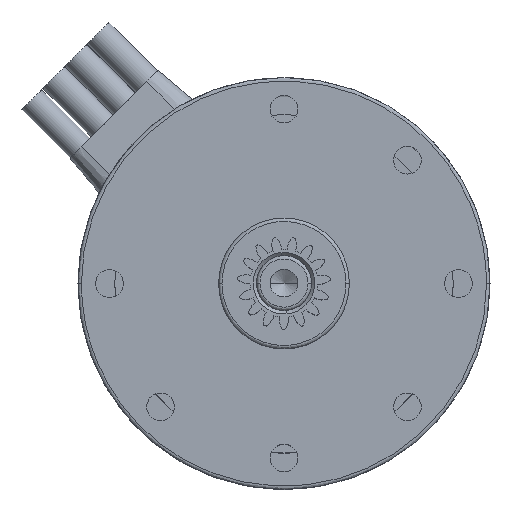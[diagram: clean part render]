
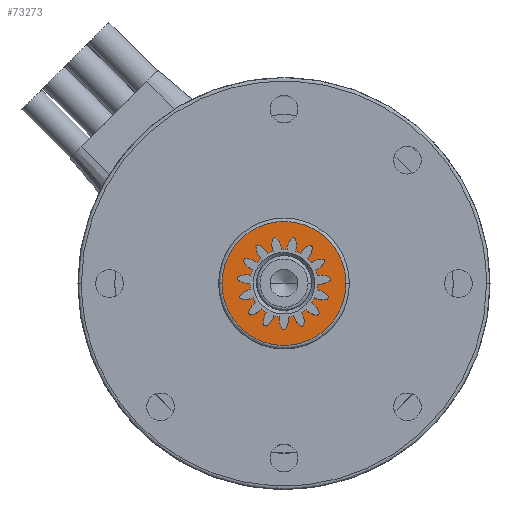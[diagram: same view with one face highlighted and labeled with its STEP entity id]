
A CAD part, top view. The second image highlights one B-rep face of the part: STEP entity #73273.
In plain terms, the highlighted planar face has unit normal (0, 0, 1).
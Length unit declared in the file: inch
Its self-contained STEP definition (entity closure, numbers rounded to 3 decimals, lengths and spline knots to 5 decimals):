
#4914 = CARTESIAN_POINT ( 'NONE',  ( 0., 0., 0.1378 ) ) ;
#5072 = ORIENTED_EDGE ( 'NONE', *, *, #7257, .F. ) ;
#5577 = CIRCLE ( 'NONE', #6755, 0.15748 ) ;
#5896 = VERTEX_POINT ( 'NONE', #60516 ) ;
#6002 = CARTESIAN_POINT ( 'NONE',  ( 0., 0., 0.1378 ) ) ;
#6755 = AXIS2_PLACEMENT_3D ( 'NONE', #32997, #56098, #50777 ) ;
#7257 = EDGE_CURVE ( 'NONE', #8055, #47698, #44445, .T. ) ;
#8055 = VERTEX_POINT ( 'NONE', #18829 ) ;
#8346 = FACE_BOUND ( 'NONE', #50842, .T. ) ;
#13349 = CARTESIAN_POINT ( 'NONE',  ( -0.35531, -0.71063, 0.1378 ) ) ;
#18829 = CARTESIAN_POINT ( 'NONE',  ( -0.35531, 0., 0.1378 ) ) ;
#19397 = CARTESIAN_POINT ( 'NONE',  ( -0.35531, 0., 0.1378 ) ) ;
#19874 = ORIENTED_EDGE ( 'NONE', *, *, #41415, .T. ) ;
#22463 = CIRCLE ( 'NONE', #28514, 0.15748 ) ;
#28514 = AXIS2_PLACEMENT_3D ( 'NONE', #6002, #68946, #52582 ) ;
#32997 = CARTESIAN_POINT ( 'NONE',  ( 0., 0., 0.1378 ) ) ;
#34324 = ORIENTED_EDGE ( 'NONE', *, *, #42993, .T. ) ;
#36774 = FACE_OUTER_BOUND ( 'NONE', #39187, .T. ) ;
#38067 = CARTESIAN_POINT ( 'NONE',  ( -0.35531, 0., 0.1378 ) ) ;
#39187 = EDGE_LOOP ( 'NONE', ( #5072, #56963 ) ) ;
#41415 = EDGE_CURVE ( 'NONE', #5896, #70547, #22463, .T. ) ;
#42993 = EDGE_CURVE ( 'NONE', #70547, #5896, #5577, .T. ) ;
#44445 =( BOUNDED_CURVE ( )  B_SPLINE_CURVE ( 3, ( #38067, #61174, #55481, #67633 ),
 .UNSPECIFIED., .F., .F. ) 
 B_SPLINE_CURVE_WITH_KNOTS ( ( 4, 4 ),
 ( 0., 1. ),
 .UNSPECIFIED. ) 
 CURVE ( )  GEOMETRIC_REPRESENTATION_ITEM ( )  RATIONAL_B_SPLINE_CURVE ( ( 1., 0.333, 0.333, 1. ) ) 
 REPRESENTATION_ITEM ( '' )  );
#47698 = VERTEX_POINT ( 'NONE', #50369 ) ;
#50369 = CARTESIAN_POINT ( 'NONE',  ( 0.35531, 0., 0.1378 ) ) ;
#50777 = DIRECTION ( 'NONE',  ( -1., 0., 0. ) ) ;
#50842 = EDGE_LOOP ( 'NONE', ( #34324, #19874 ) ) ;
#51155 = EDGE_CURVE ( 'NONE', #47698, #8055, #55080, .T. ) ;
#52582 = DIRECTION ( 'NONE',  ( -1., 0., 0. ) ) ;
#52973 = AXIS2_PLACEMENT_3D ( 'NONE', #4914, #63275, #61768 ) ;
#53860 = CARTESIAN_POINT ( 'NONE',  ( 0.35531, -0.71063, 0.1378 ) ) ;
#55080 =( BOUNDED_CURVE ( )  B_SPLINE_CURVE ( 3, ( #59207, #53860, #13349, #19397 ),
 .UNSPECIFIED., .F., .F. ) 
 B_SPLINE_CURVE_WITH_KNOTS ( ( 4, 4 ),
 ( 0., 1. ),
 .UNSPECIFIED. ) 
 CURVE ( )  GEOMETRIC_REPRESENTATION_ITEM ( )  RATIONAL_B_SPLINE_CURVE ( ( 1., 0.333, 0.333, 1. ) ) 
 REPRESENTATION_ITEM ( '' )  );
#55481 = CARTESIAN_POINT ( 'NONE',  ( 0.35531, 0.71063, 0.1378 ) ) ;
#56098 = DIRECTION ( 'NONE',  ( 0., 0., -1. ) ) ;
#56963 = ORIENTED_EDGE ( 'NONE', *, *, #51155, .F. ) ;
#59207 = CARTESIAN_POINT ( 'NONE',  ( 0.35531, 0., 0.1378 ) ) ;
#60516 = CARTESIAN_POINT ( 'NONE',  ( 0.15748, 0., 0.1378 ) ) ;
#61174 = CARTESIAN_POINT ( 'NONE',  ( -0.35531, 0.71063, 0.1378 ) ) ;
#61768 = DIRECTION ( 'NONE',  ( 1., 0., 0. ) ) ;
#63275 = DIRECTION ( 'NONE',  ( 0., 0., 1. ) ) ;
#67633 = CARTESIAN_POINT ( 'NONE',  ( 0.35531, 0., 0.1378 ) ) ;
#68649 = CARTESIAN_POINT ( 'NONE',  ( -0.15748, 0., 0.1378 ) ) ;
#68946 = DIRECTION ( 'NONE',  ( 0., 0., -1. ) ) ;
#70547 = VERTEX_POINT ( 'NONE', #68649 ) ;
#71653 = PLANE ( 'NONE',  #52973 ) ;
#73273 = ADVANCED_FACE ( 'NONE', ( #8346, #36774 ), #71653, .T. ) ;
